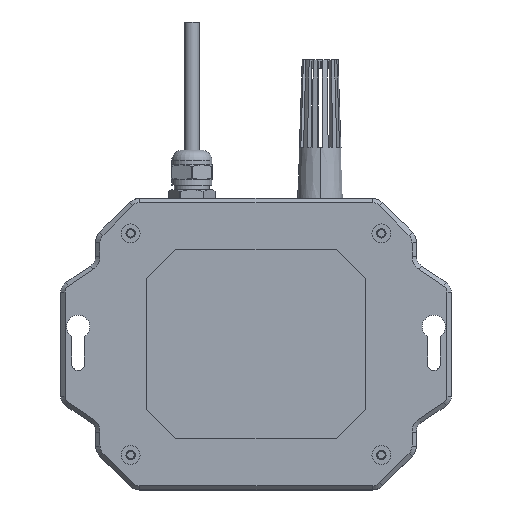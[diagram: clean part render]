
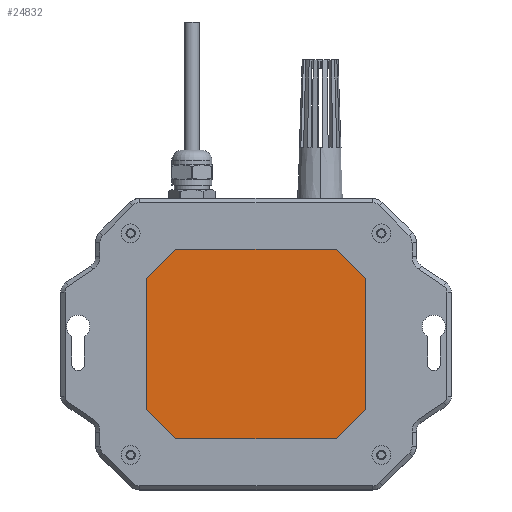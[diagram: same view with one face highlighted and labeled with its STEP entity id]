
A CAD part, front view. The second image highlights one B-rep face of the part: STEP entity #24832.
In plain terms, the highlighted planar face has unit normal (0, -1, 0).
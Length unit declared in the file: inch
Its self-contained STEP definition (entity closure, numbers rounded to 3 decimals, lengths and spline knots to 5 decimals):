
#756 = EDGE_CURVE ( 'NONE', #13454, #16479, #1122, .T. ) ;
#1081 = VERTEX_POINT ( 'NONE', #20088 ) ;
#1122 = LINE ( 'NONE', #20175, #16820 ) ;
#2045 = ORIENTED_EDGE ( 'NONE', *, *, #17863, .T. ) ;
#2065 = LINE ( 'NONE', #23380, #15432 ) ;
#2426 = LINE ( 'NONE', #11056, #22498 ) ;
#2699 = EDGE_CURVE ( 'NONE', #17970, #11642, #2065, .T. ) ;
#3853 = CARTESIAN_POINT ( 'NONE',  ( 1.08268, 0.01969, 1.27953 ) ) ;
#4932 = ORIENTED_EDGE ( 'NONE', *, *, #27138, .T. ) ;
#5646 = DIRECTION ( 'NONE',  ( -0.707, 0., -0.707 ) ) ;
#6320 = DIRECTION ( 'NONE',  ( 0.707, 0., -0.707 ) ) ;
#7842 = EDGE_CURVE ( 'NONE', #1081, #16479, #11099, .T. ) ;
#7844 = VERTEX_POINT ( 'NONE', #20230 ) ;
#8566 = EDGE_CURVE ( 'NONE', #1081, #7844, #17253, .T. ) ;
#9161 = ORIENTED_EDGE ( 'NONE', *, *, #756, .F. ) ;
#10935 = ORIENTED_EDGE ( 'NONE', *, *, #17417, .T. ) ;
#11056 = CARTESIAN_POINT ( 'NONE',  ( 1.47638, 0.01969, -1.27953 ) ) ;
#11099 = LINE ( 'NONE', #13228, #22670 ) ;
#11129 = EDGE_LOOP ( 'NONE', ( #26127, #9161, #4932, #25351, #2045, #21797, #10935, #27321 ) ) ;
#11182 = DIRECTION ( 'NONE',  ( 0., 0., 1. ) ) ;
#11216 = CARTESIAN_POINT ( 'NONE',  ( -1.08268, 0.01969, 1.27953 ) ) ;
#11271 = DIRECTION ( 'NONE',  ( 0.707, 0., 0.707 ) ) ;
#11409 = AXIS2_PLACEMENT_3D ( 'NONE', #16777, #20696, #20564 ) ;
#11642 = VERTEX_POINT ( 'NONE', #13995 ) ;
#12665 = LINE ( 'NONE', #23942, #16500 ) ;
#12969 = VERTEX_POINT ( 'NONE', #11216 ) ;
#13203 = CARTESIAN_POINT ( 'NONE',  ( 1.08268, 0.01969, -1.27953 ) ) ;
#13228 = CARTESIAN_POINT ( 'NONE',  ( -1.47638, 0.01969, -1.27953 ) ) ;
#13454 = VERTEX_POINT ( 'NONE', #15640 ) ;
#13995 = CARTESIAN_POINT ( 'NONE',  ( 1.47638, 0.01969, 0.88583 ) ) ;
#14581 = DIRECTION ( 'NONE',  ( -0.707, 0., 0.707 ) ) ;
#15094 = VERTEX_POINT ( 'NONE', #24653 ) ;
#15163 = VECTOR ( 'NONE', #21036, 39.37008 ) ;
#15432 = VECTOR ( 'NONE', #6320, 39.37008 ) ;
#15640 = CARTESIAN_POINT ( 'NONE',  ( 1.47638, 0.01969, -0.88583 ) ) ;
#16479 = VERTEX_POINT ( 'NONE', #13203 ) ;
#16500 = VECTOR ( 'NONE', #21812, 39.37008 ) ;
#16686 = LINE ( 'NONE', #23157, #15163 ) ;
#16777 = CARTESIAN_POINT ( 'NONE',  ( 0., 0.01969, 0. ) ) ;
#16820 = VECTOR ( 'NONE', #5646, 39.37008 ) ;
#17253 = LINE ( 'NONE', #27831, #19125 ) ;
#17417 = EDGE_CURVE ( 'NONE', #15094, #7844, #16686, .T. ) ;
#17863 = EDGE_CURVE ( 'NONE', #17970, #12969, #12665, .T. ) ;
#17970 = VERTEX_POINT ( 'NONE', #3853 ) ;
#19125 = VECTOR ( 'NONE', #14581, 39.37008 ) ;
#19982 = DIRECTION ( 'NONE',  ( 1., 0., 0. ) ) ;
#20088 = CARTESIAN_POINT ( 'NONE',  ( -1.08268, 0.01969, -1.27953 ) ) ;
#20175 = CARTESIAN_POINT ( 'NONE',  ( 1.27953, 0.01969, -1.08268 ) ) ;
#20230 = CARTESIAN_POINT ( 'NONE',  ( -1.47638, 0.01969, -0.88583 ) ) ;
#20564 = DIRECTION ( 'NONE',  ( 0., 0., -1. ) ) ;
#20696 = DIRECTION ( 'NONE',  ( 0., -1., 0. ) ) ;
#20760 = VECTOR ( 'NONE', #11271, 39.37008 ) ;
#21036 = DIRECTION ( 'NONE',  ( 0., 0., -1. ) ) ;
#21797 = ORIENTED_EDGE ( 'NONE', *, *, #23656, .F. ) ;
#21812 = DIRECTION ( 'NONE',  ( -1., 0., 0. ) ) ;
#22498 = VECTOR ( 'NONE', #11182, 39.37008 ) ;
#22670 = VECTOR ( 'NONE', #19982, 39.37008 ) ;
#23157 = CARTESIAN_POINT ( 'NONE',  ( -1.47638, 0.01969, 1.27953 ) ) ;
#23380 = CARTESIAN_POINT ( 'NONE',  ( 1.27953, 0.01969, 1.08268 ) ) ;
#23656 = EDGE_CURVE ( 'NONE', #15094, #12969, #27694, .T. ) ;
#23942 = CARTESIAN_POINT ( 'NONE',  ( 1.47638, 0.01969, 1.27953 ) ) ;
#24653 = CARTESIAN_POINT ( 'NONE',  ( -1.47638, 0.01969, 0.88583 ) ) ;
#24832 = ADVANCED_FACE ( 'NONE', ( #27074 ), #27496, .T. ) ;
#25351 = ORIENTED_EDGE ( 'NONE', *, *, #2699, .F. ) ;
#25571 = CARTESIAN_POINT ( 'NONE',  ( -1.27953, 0.01969, 1.08268 ) ) ;
#26127 = ORIENTED_EDGE ( 'NONE', *, *, #7842, .T. ) ;
#27074 = FACE_OUTER_BOUND ( 'NONE', #11129, .T. ) ;
#27138 = EDGE_CURVE ( 'NONE', #13454, #11642, #2426, .T. ) ;
#27321 = ORIENTED_EDGE ( 'NONE', *, *, #8566, .F. ) ;
#27496 = PLANE ( 'NONE',  #11409 ) ;
#27694 = LINE ( 'NONE', #25571, #20760 ) ;
#27831 = CARTESIAN_POINT ( 'NONE',  ( -1.27953, 0.01969, -1.08268 ) ) ;
